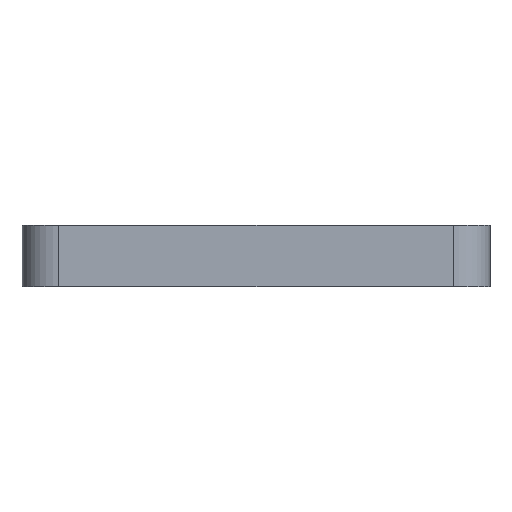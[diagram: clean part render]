
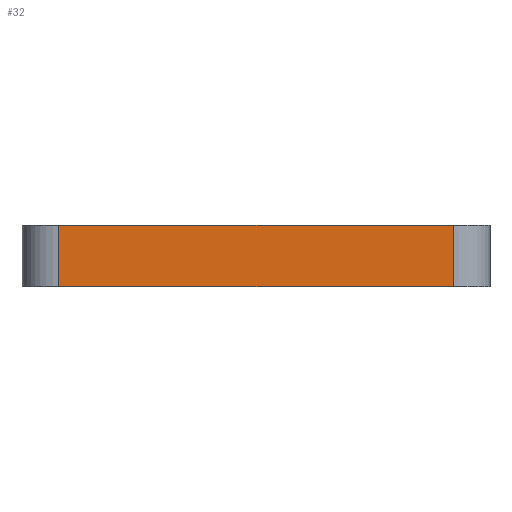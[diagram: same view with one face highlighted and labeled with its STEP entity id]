
A CAD part, left-side view. The second image highlights one B-rep face of the part: STEP entity #32.
In plain terms, the highlighted planar face has unit normal (-1, 0, 0).
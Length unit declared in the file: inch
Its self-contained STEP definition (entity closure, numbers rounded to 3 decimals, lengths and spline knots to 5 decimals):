
#9 = VECTOR ( 'NONE', #747, 39.37008 ) ;
#12 = EDGE_CURVE ( 'NONE', #743, #74, #441, .T. ) ;
#19 = VERTEX_POINT ( 'NONE', #625 ) ;
#21 = VECTOR ( 'NONE', #142, 39.37008 ) ;
#32 = ADVANCED_FACE ( 'NONE', ( #211 ), #262, .F. ) ;
#60 = EDGE_CURVE ( 'NONE', #374, #19, #662, .T. ) ;
#73 = DIRECTION ( 'NONE',  ( 0., 0., 1. ) ) ;
#74 = VERTEX_POINT ( 'NONE', #593 ) ;
#129 = EDGE_CURVE ( 'NONE', #74, #19, #674, .T. ) ;
#142 = DIRECTION ( 'NONE',  ( 0., -1., 0. ) ) ;
#145 = CARTESIAN_POINT ( 'NONE',  ( -0.74803, -0.74803, -0.09843 ) ) ;
#211 = FACE_OUTER_BOUND ( 'NONE', #415, .T. ) ;
#257 = CARTESIAN_POINT ( 'NONE',  ( -0.74803, 0.62992, 0.09843 ) ) ;
#262 = PLANE ( 'NONE',  #549 ) ;
#275 = CARTESIAN_POINT ( 'NONE',  ( -0.74803, 0.62992, -0.09843 ) ) ;
#297 = CARTESIAN_POINT ( 'NONE',  ( -0.74803, -0.62992, 0.09843 ) ) ;
#357 = CARTESIAN_POINT ( 'NONE',  ( -0.74803, -0.74803, 0.09843 ) ) ;
#374 = VERTEX_POINT ( 'NONE', #257 ) ;
#415 = EDGE_LOOP ( 'NONE', ( #574, #660, #470, #772 ) ) ;
#422 = VECTOR ( 'NONE', #658, 39.37008 ) ;
#441 = LINE ( 'NONE', #145, #21 ) ;
#470 = ORIENTED_EDGE ( 'NONE', *, *, #60, .F. ) ;
#488 = EDGE_CURVE ( 'NONE', #374, #743, #620, .T. ) ;
#500 = DIRECTION ( 'NONE',  ( 1., 0., 0. ) ) ;
#510 = DIRECTION ( 'NONE',  ( 0., 0., -1. ) ) ;
#514 = VECTOR ( 'NONE', #73, 39.37008 ) ;
#549 = AXIS2_PLACEMENT_3D ( 'NONE', #631, #500, #510 ) ;
#574 = ORIENTED_EDGE ( 'NONE', *, *, #12, .T. ) ;
#593 = CARTESIAN_POINT ( 'NONE',  ( -0.74803, -0.62992, -0.09843 ) ) ;
#620 = LINE ( 'NONE', #637, #9 ) ;
#625 = CARTESIAN_POINT ( 'NONE',  ( -0.74803, -0.62992, 0.09843 ) ) ;
#631 = CARTESIAN_POINT ( 'NONE',  ( -0.74803, -0.74803, 0.09843 ) ) ;
#637 = CARTESIAN_POINT ( 'NONE',  ( -0.74803, 0.62992, 0.09843 ) ) ;
#658 = DIRECTION ( 'NONE',  ( 0., -1., 0. ) ) ;
#660 = ORIENTED_EDGE ( 'NONE', *, *, #129, .T. ) ;
#662 = LINE ( 'NONE', #357, #422 ) ;
#674 = LINE ( 'NONE', #297, #514 ) ;
#743 = VERTEX_POINT ( 'NONE', #275 ) ;
#747 = DIRECTION ( 'NONE',  ( 0., 0., -1. ) ) ;
#772 = ORIENTED_EDGE ( 'NONE', *, *, #488, .T. ) ;
